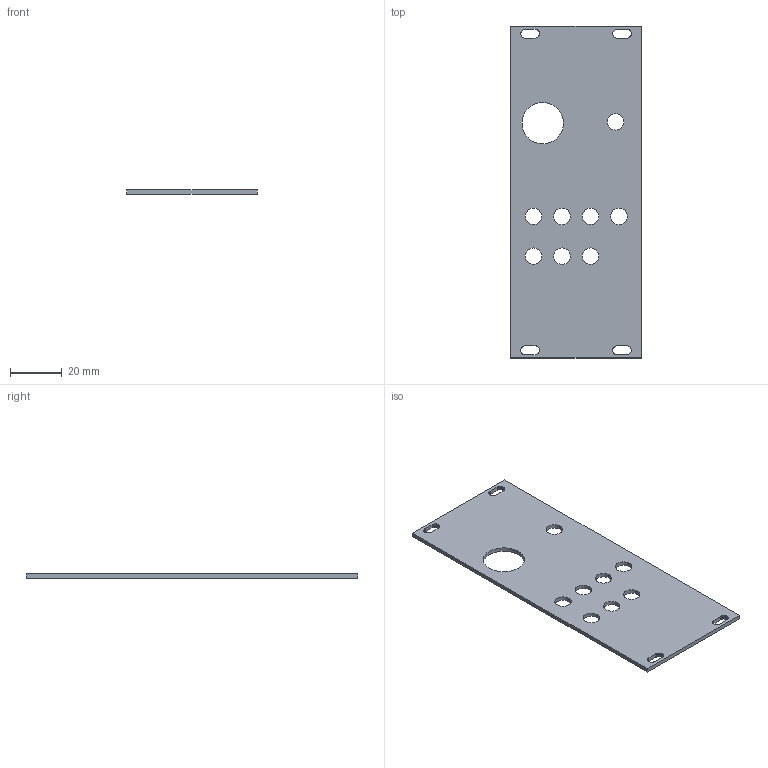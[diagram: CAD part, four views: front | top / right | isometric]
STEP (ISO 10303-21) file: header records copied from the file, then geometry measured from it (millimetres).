
FILE_DESCRIPTION(('KiCad electronic assembly'),'2;1');
FILE_NAME('Midi2cv - panel - V2.step','2023-04-09T22:24:58',('Pcbnew'),( 'Kicad'),'Open CASCADE STEP processor 7.6','KiCad to STEP converter' ,'Unknown');
FILE_SCHEMA(('AUTOMOTIVE_DESIGN { 1 0 10303 214 1 1 1 1 }'));
Length unit declared in the file: millimetre
Products named in the file (2): Midi2cv - panel - V2 1; PCB
Assembly tree (1 placements, depth 2):
  Midi2cv - panel - V2 1
    PCB
Bounding box: 50.5 x 128.5 x 1.58 mm (x, y, z)
Volume: 9389.9 mm3; surface area: 12900.6 mm2
Topology: 1 solids, 1 shells, 191 faces, 567 edges, 378 vertices
Faces by surface type: plane 182, cylinder 9
Full cylindrical faces by diameter (mm): 6.4 x8, 16 x1
Entity records: 13803 total; most frequent: CARTESIAN_POINT 2380, DIRECTION 2087, LINE 1665, VECTOR 1665, ORIENTED_EDGE 1134, PCURVE 1134, DEFINITIONAL_REPRESENTATION 1134, EDGE_CURVE 567
